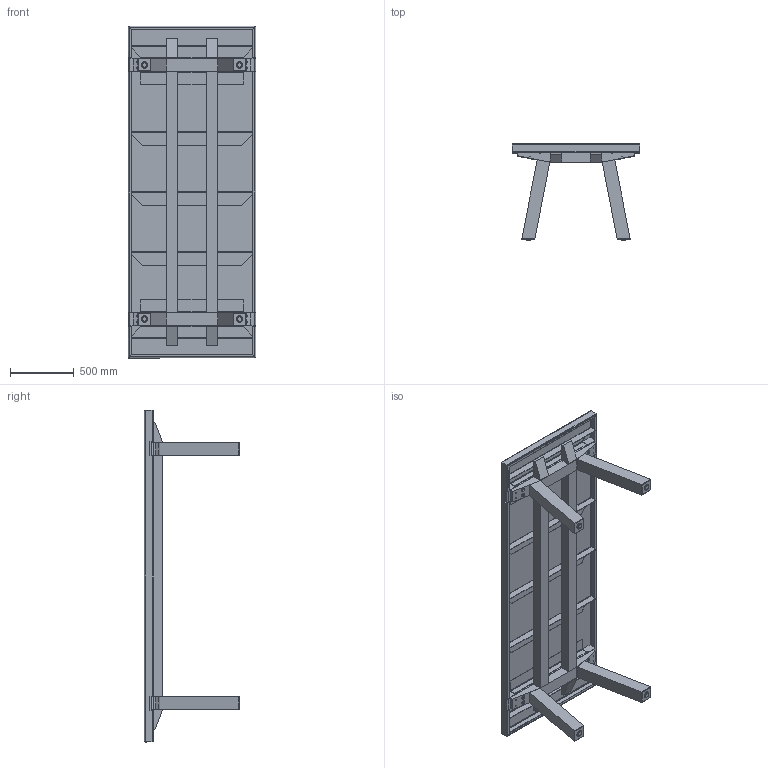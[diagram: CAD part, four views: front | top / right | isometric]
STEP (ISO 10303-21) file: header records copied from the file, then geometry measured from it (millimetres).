
FILE_DESCRIPTION (( 'STEP AP203' ), '1' );
FILE_NAME ('Table Colla TC260.STEP', '2020-05-28T13:41:17', ( '' ), ( '' ), 'SwSTEP 2.0', 'SolidWorks 2019', '' );
FILE_SCHEMA (( 'CONFIG_CONTROL_DESIGN' ));
Length unit declared in the file: millimetre
Products named in the file (14): Table Colla TC260 - reinforcement 2; Table Colla TC260 blad; Rampamoer din7965 M10x30x18.5; Popnut m10 N23H10KVO40; Poten tafel 2600; Table Colla TC260; poot; Table Colla TC260 - reinforcement 1; Balk 2 2600; Stelvoet 925 DUPO Ø38 M10x24  9 hoog; Table Colla TC260 - blad; balk 1; Blok
Assembly tree (37 placements, depth 3):
  Table Colla TC260
    Table Colla TC260 blad
      Table Colla TC260 - blad
      Table Colla TC260 - reinforcement 2  x3
      Table Colla TC260 - reinforcement 1  x2
      Popnut m10 N23H10KVO40  x8
    Poten tafel 2600
      balk 1
      poot  x2
      Blok  x2
      Rampamoer din7965 M10x30x18.5  x2
      Stelvoet 925 DUPO Ø38 M10x24  9 hoog  x2
    Poten tafel 2600
      balk 1
      poot  x2
      Blok  x2
      Rampamoer din7965 M10x30x18.5  x2
      Stelvoet 925 DUPO Ø38 M10x24  9 hoog  x2
    Balk 2 2600  x2
Bounding box: 1000 x 749.91 x 2600 mm (x, y, z)
Volume: 85668148.5 mm3; surface area: 12481201.6 mm2
Topology: 34 solids, 34 shells, 1226 faces, 2966 edges, 1868 vertices
Faces by surface type: plane 692, cylinder 406, cone 76, bspline 36, torus 16
Entity records: 19200 total; most frequent: CARTESIAN_POINT 6193, ORIENTED_EDGE 2238, DIRECTION 2234, EDGE_CURVE 1119, VECTOR 766, LINE 766, AXIS2_PLACEMENT_3D 734, VERTEX_POINT 686
